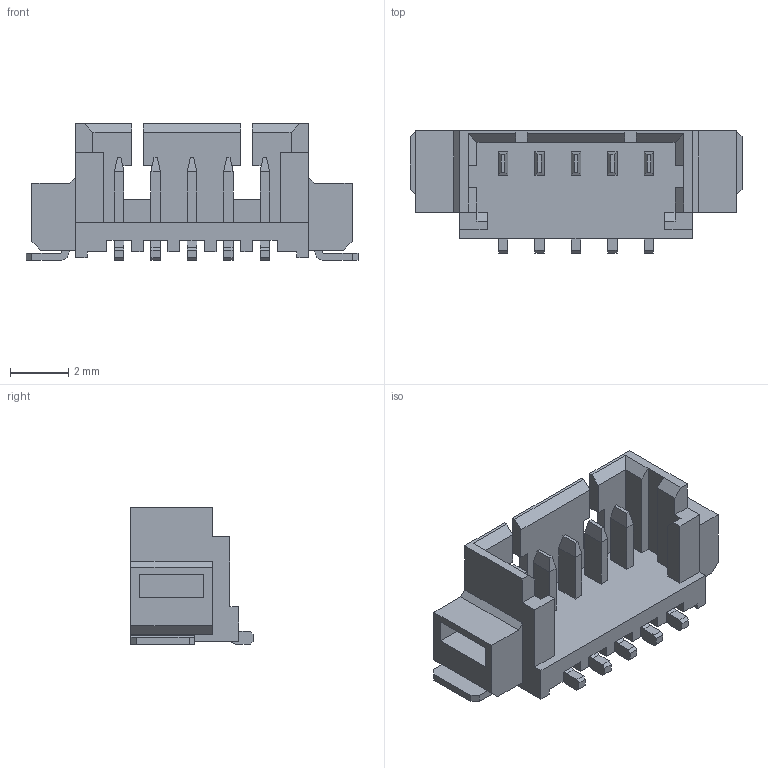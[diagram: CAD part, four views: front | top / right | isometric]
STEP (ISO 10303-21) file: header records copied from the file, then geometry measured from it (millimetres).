
FILE_DESCRIPTION((''),'2;1');
FILE_NAME('533980571','2014-06-17T',('me'),(''),'PRO/ENGINEER BY PARAMETRIC TECHNOLOGY CORPORATION, 2011490','PRO/ENGINEER BY PARAMETRIC TECHNOLOGY CORPORATION, 2011490','');
FILE_SCHEMA(('CONFIG_CONTROL_DESIGN'));
Length unit declared in the file: millimetre
Products named in the file (1): 533980571
Bounding box: 11.4 x 4.2 x 4.7 mm (x, y, z)
Volume: 65.5 mm3; surface area: 304.6 mm2
Topology: 1 solids, 2 shells, 286 faces, 780 edges, 522 vertices
Faces by surface type: plane 278, cylinder 8
Entity records: 8778 total; most frequent: CARTESIAN_POINT 1555, ORIENTED_EDGE 1490, DIRECTION 1364, VECTOR 762, LINE 762, EDGE_CURVE 745, VERTEX_POINT 480, EDGE_LOOP 303
